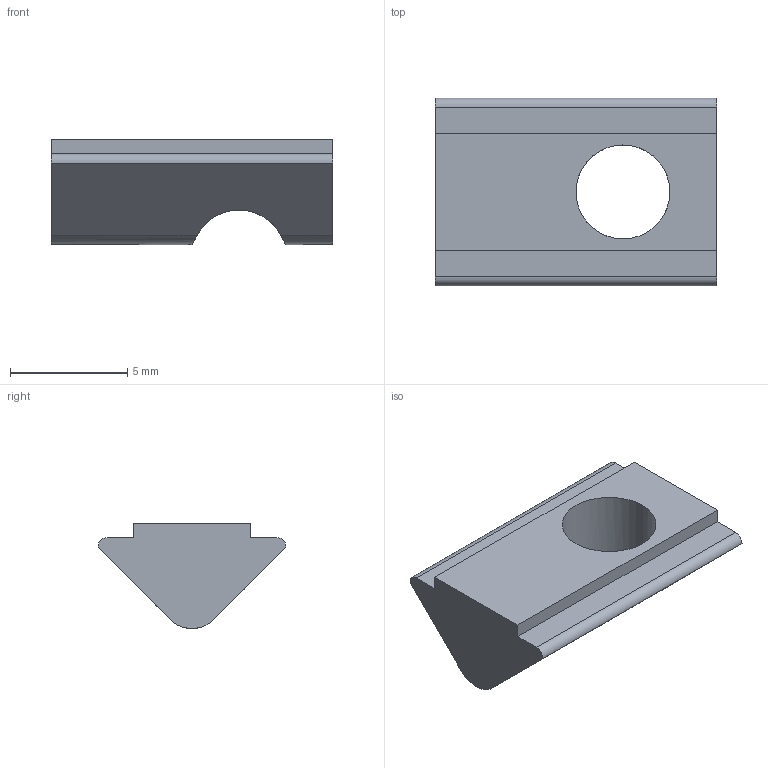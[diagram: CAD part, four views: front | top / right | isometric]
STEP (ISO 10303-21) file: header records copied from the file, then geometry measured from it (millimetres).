
FILE_DESCRIPTION((''),'2;1');
FILE_NAME('SV2192V.stp','2009-11-25T09:50:37',(''),(''),'Mechanical Desktop 2007','Mechanical Desktop 2007',', , ');
FILE_SCHEMA(('CONFIG_CONTROL_DESIGN'));
Length unit declared in the file: millimetre
Products named in the file (1): SV2192V
Bounding box: 12 x 8 x 4.48 mm (x, y, z)
Volume: 211.3 mm3; surface area: 307.1 mm2
Topology: 1 solids, 1 shells, 15 faces, 42 edges, 28 vertices
Faces by surface type: plane 9, cylinder 6
Entity records: 613 total; most frequent: CARTESIAN_POINT 122, ORIENTED_EDGE 84, DIRECTION 80, EDGE_CURVE 42, VERTEX_POINT 28, VECTOR 28, LINE 28, AXIS2_PLACEMENT_3D 26
